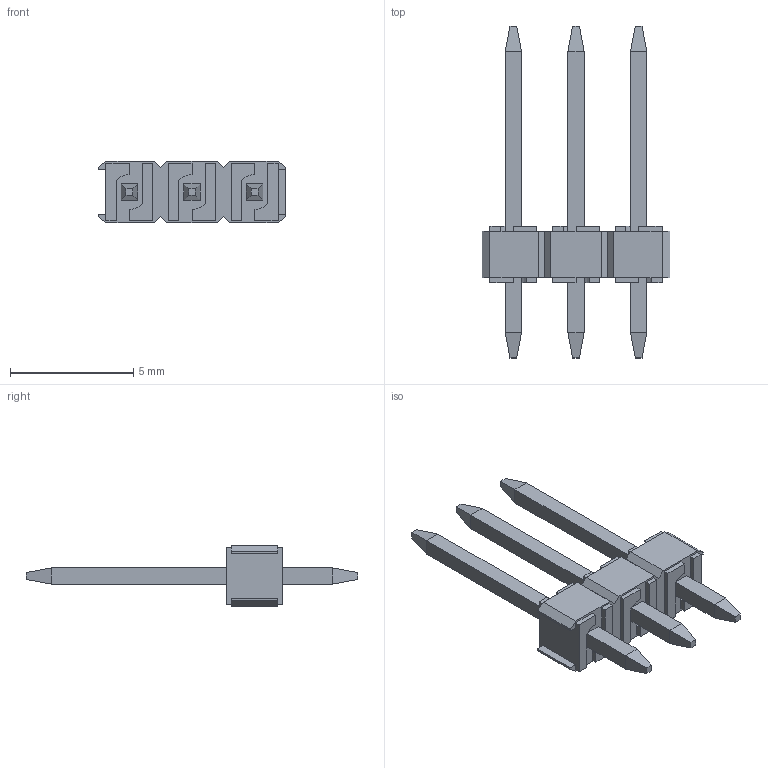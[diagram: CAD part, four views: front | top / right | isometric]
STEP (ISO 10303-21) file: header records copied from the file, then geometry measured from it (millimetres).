
FILE_DESCRIPTION((''),'2;1');
FILE_NAME('022284034','2015-04-13T',('me'),(''),'PRO/ENGINEER BY PARAMETRIC TECHNOLOGY CORPORATION, 2011490','PRO/ENGINEER BY PARAMETRIC TECHNOLOGY CORPORATION, 2011490','');
FILE_SCHEMA(('CONFIG_CONTROL_DESIGN'));
Length unit declared in the file: inch
Products named in the file (1): 022284034
Bounding box: 7.62 x 13.46 x 2.49 mm (x, y, z)
Volume: 50.4 mm3; surface area: 176 mm2
Topology: 1 solids, 1 shells, 168 faces, 434 edges, 282 vertices
Faces by surface type: plane 156, cylinder 12
Entity records: 5046 total; most frequent: CARTESIAN_POINT 879, ORIENTED_EDGE 856, DIRECTION 802, EDGE_CURVE 428, VECTOR 404, LINE 404, VERTEX_POINT 276, AXIS2_PLACEMENT_3D 199
